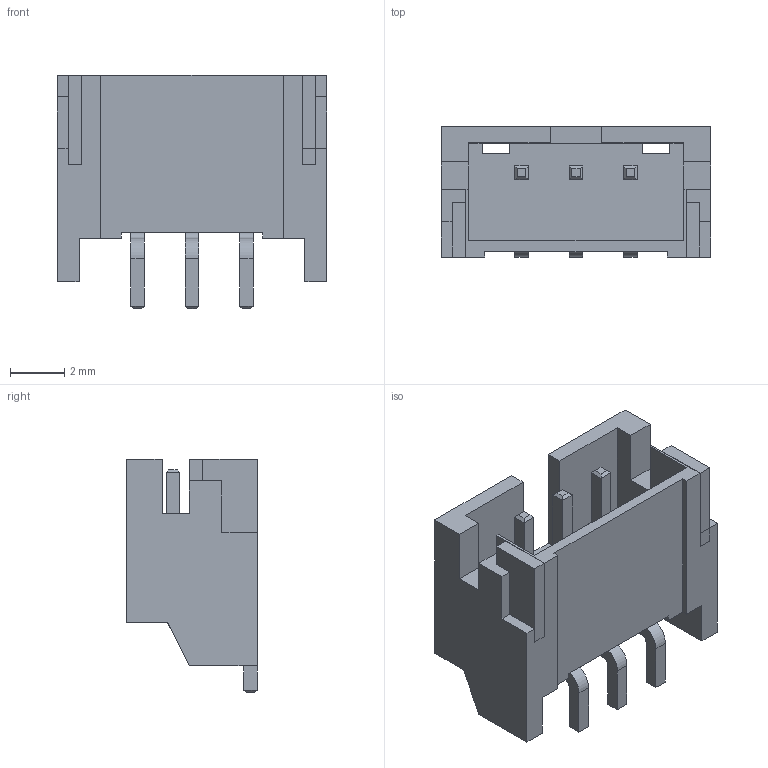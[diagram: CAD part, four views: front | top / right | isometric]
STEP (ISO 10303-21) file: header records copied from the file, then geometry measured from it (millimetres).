
FILE_DESCRIPTION(/* description */ (''),/* implementation_level */ '2;1');
FILE_NAME(/* name */ 'JST-PH-3 v2.step',/* time_stamp */ '2022-02-20T22:25:39+03:00',/* author */ (''),/* organization */ (''),/* preprocessor_version */ 'ST-DEVELOPER v18.1',/* originating_system */ 'Autodesk Translation Framework v10.13.0.1454',/* authorisation */ '');
FILE_SCHEMA (('AUTOMOTIVE_DESIGN { 1 0 10303 214 3 1 1 }'));
Length unit declared in the file: millimetre
Products named in the file (1): JST-PH-3
Bounding box: 9.9 x 4.8 x 8.6 mm (x, y, z)
Volume: 119.2 mm3; surface area: 509 mm2
Topology: 6 solids, 6 shells, 147 faces, 393 edges, 254 vertices
Faces by surface type: plane 133, cylinder 14
Entity records: 4545 total; most frequent: CARTESIAN_POINT 795, ORIENTED_EDGE 786, DIRECTION 717, EDGE_CURVE 393, LINE 365, VECTOR 365, VERTEX_POINT 254, AXIS2_PLACEMENT_3D 176
